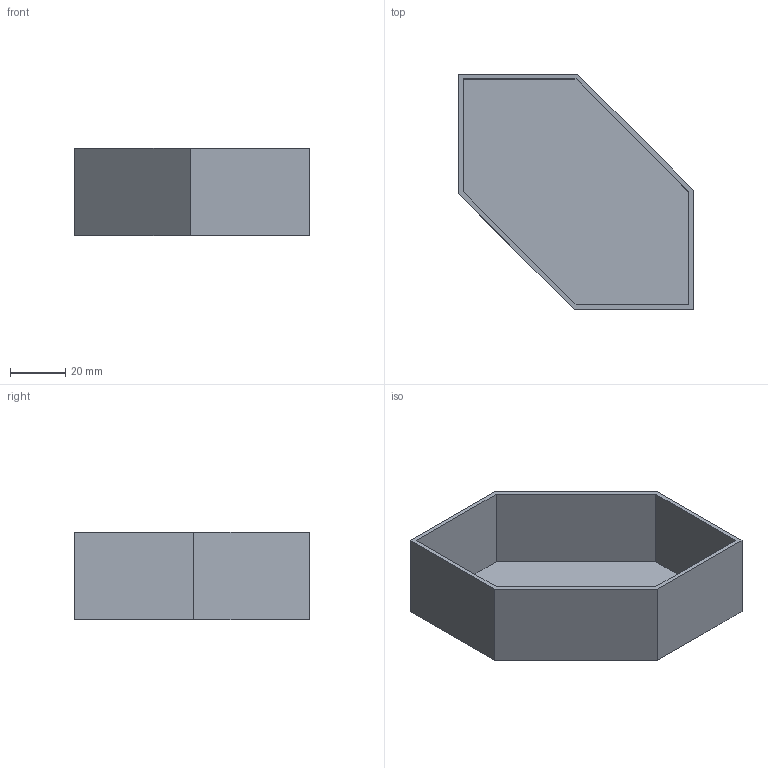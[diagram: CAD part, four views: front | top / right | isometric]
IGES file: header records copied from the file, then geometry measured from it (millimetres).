
Global section: file name: C2_case; native system: Autodesk Inventor 2018; preprocessor: unknown; author: izumi; date: 20190528.103327; units: millimetre
Bounding box: 85.2 x 85.2 x 31.6 mm (x, y, z)
Volume: 22519.7 mm3; surface area: 28616.3 mm2
Topology: 1 solids, 1 shells, 15 faces, 36 edges, 24 vertices
Faces by surface type: bspline 15
